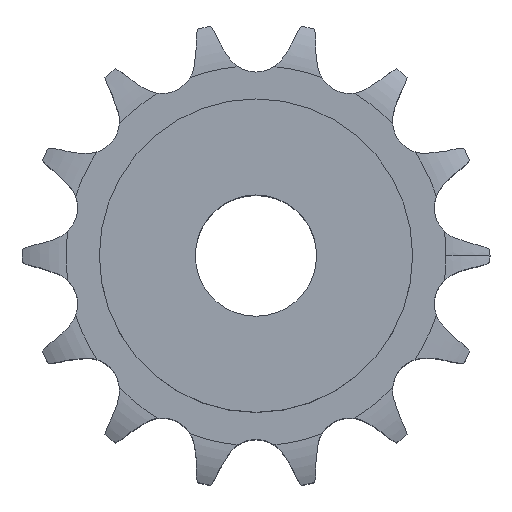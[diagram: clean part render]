
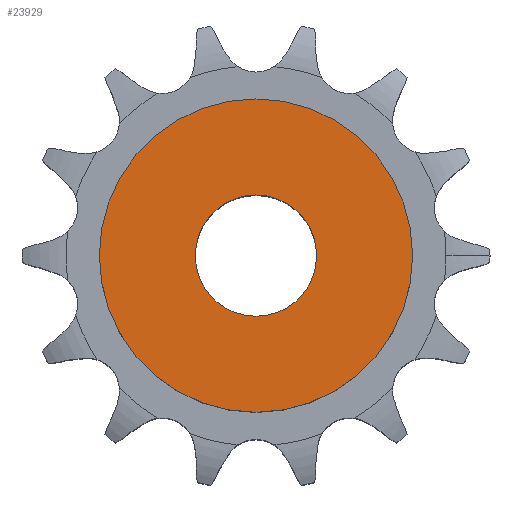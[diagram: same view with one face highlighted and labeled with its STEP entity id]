
A CAD part, top view. The second image highlights one B-rep face of the part: STEP entity #23929.
In plain terms, the highlighted planar face has unit normal (0, 0, 1).
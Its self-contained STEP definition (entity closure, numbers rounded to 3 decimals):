
#12907 = CYLINDRICAL_SURFACE('',#12908,6.);
#12908 = AXIS2_PLACEMENT_3D('',#12909,#12910,#12911);
#12909 = CARTESIAN_POINT('',(0.,0.,82.285));
#12910 = DIRECTION('',(0.,0.,1.));
#12911 = DIRECTION('',(1.,0.,0.));
#16459 = EDGE_CURVE('',#16460,#16460,#16462,.T.);
#16460 = VERTEX_POINT('',#16461);
#16461 = CARTESIAN_POINT('',(6.,0.,35.));
#16462 = SURFACE_CURVE('',#16463,(#16468,#16475),.PCURVE_S1.);
#16463 = CIRCLE('',#16464,6.);
#16464 = AXIS2_PLACEMENT_3D('',#16465,#16466,#16467);
#16465 = CARTESIAN_POINT('',(0.,0.,35.));
#16466 = DIRECTION('',(0.,0.,1.));
#16467 = DIRECTION('',(1.,0.,0.));
#16468 = PCURVE('',#12907,#16469);
#16469 = DEFINITIONAL_REPRESENTATION('',(#16470),#16474);
#16470 = LINE('',#16471,#16472);
#16471 = CARTESIAN_POINT('',(0.,-47.285));
#16472 = VECTOR('',#16473,1.);
#16473 = DIRECTION('',(1.,0.));
#16474 = ( GEOMETRIC_REPRESENTATION_CONTEXT(2) 
PARAMETRIC_REPRESENTATION_CONTEXT() REPRESENTATION_CONTEXT('2D SPACE',''
  ) );
#16475 = PCURVE('',#16476,#16481);
#16476 = PLANE('',#16477);
#16477 = AXIS2_PLACEMENT_3D('',#16478,#16479,#16480);
#16478 = CARTESIAN_POINT('',(0.,0.,35.)
  );
#16479 = DIRECTION('',(0.,0.,1.));
#16480 = DIRECTION('',(1.,0.,0.));
#16481 = DEFINITIONAL_REPRESENTATION('',(#16482),#16486);
#16482 = CIRCLE('',#16483,6.);
#16483 = AXIS2_PLACEMENT_2D('',#16484,#16485);
#16484 = CARTESIAN_POINT('',(0.,0.));
#16485 = DIRECTION('',(1.,0.));
#16486 = ( GEOMETRIC_REPRESENTATION_CONTEXT(2) 
PARAMETRIC_REPRESENTATION_CONTEXT() REPRESENTATION_CONTEXT('2D SPACE',''
  ) );
#23929 = ADVANCED_FACE('',(#23930,#23961),#16476,.T.);
#23930 = FACE_BOUND('',#23931,.T.);
#23931 = EDGE_LOOP('',(#23932));
#23932 = ORIENTED_EDGE('',*,*,#23933,.T.);
#23933 = EDGE_CURVE('',#23934,#23934,#23936,.T.);
#23934 = VERTEX_POINT('',#23935);
#23935 = CARTESIAN_POINT('',(15.5,0.,35.));
#23936 = SURFACE_CURVE('',#23937,(#23942,#23949),.PCURVE_S1.);
#23937 = CIRCLE('',#23938,15.5);
#23938 = AXIS2_PLACEMENT_3D('',#23939,#23940,#23941);
#23939 = CARTESIAN_POINT('',(0.,0.,35.));
#23940 = DIRECTION('',(0.,0.,1.));
#23941 = DIRECTION('',(1.,0.,0.));
#23942 = PCURVE('',#16476,#23943);
#23943 = DEFINITIONAL_REPRESENTATION('',(#23944),#23948);
#23944 = CIRCLE('',#23945,15.5);
#23945 = AXIS2_PLACEMENT_2D('',#23946,#23947);
#23946 = CARTESIAN_POINT('',(0.,0.));
#23947 = DIRECTION('',(1.,0.));
#23948 = ( GEOMETRIC_REPRESENTATION_CONTEXT(2) 
PARAMETRIC_REPRESENTATION_CONTEXT() REPRESENTATION_CONTEXT('2D SPACE',''
  ) );
#23949 = PCURVE('',#23950,#23955);
#23950 = CYLINDRICAL_SURFACE('',#23951,15.5);
#23951 = AXIS2_PLACEMENT_3D('',#23952,#23953,#23954);
#23952 = CARTESIAN_POINT('',(0.,0.,0.));
#23953 = DIRECTION('',(-0.,-0.,-1.));
#23954 = DIRECTION('',(1.,0.,0.));
#23955 = DEFINITIONAL_REPRESENTATION('',(#23956),#23960);
#23956 = LINE('',#23957,#23958);
#23957 = CARTESIAN_POINT('',(-0.,-35.));
#23958 = VECTOR('',#23959,1.);
#23959 = DIRECTION('',(-1.,0.));
#23960 = ( GEOMETRIC_REPRESENTATION_CONTEXT(2) 
PARAMETRIC_REPRESENTATION_CONTEXT() REPRESENTATION_CONTEXT('2D SPACE',''
  ) );
#23961 = FACE_BOUND('',#23962,.T.);
#23962 = EDGE_LOOP('',(#23963));
#23963 = ORIENTED_EDGE('',*,*,#16459,.F.);
